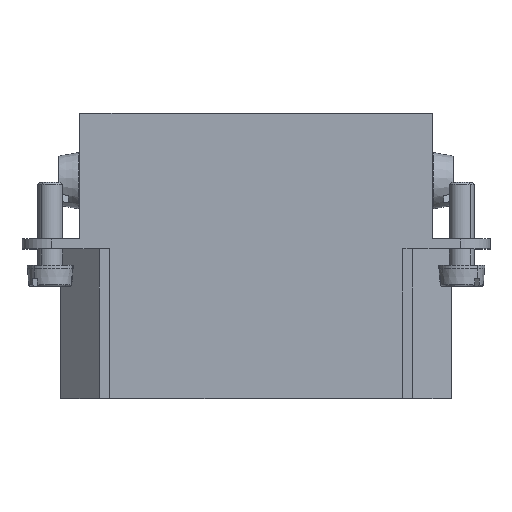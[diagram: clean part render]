
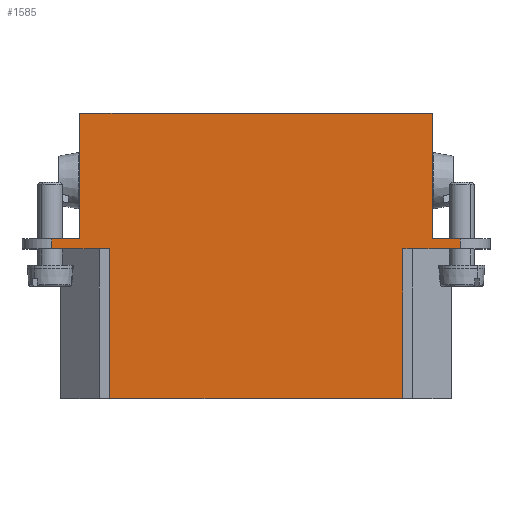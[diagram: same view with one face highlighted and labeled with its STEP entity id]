
A CAD part, top view. The second image highlights one B-rep face of the part: STEP entity #1585.
In plain terms, the highlighted planar face has unit normal (0, 0, 1).
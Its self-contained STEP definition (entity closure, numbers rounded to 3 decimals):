
#146=B_SPLINE_CURVE_WITH_KNOTS('',3,(#9446,#9447,#9448,#9449),
 .UNSPECIFIED.,.F.,.F.,(4,4),(0.,1.),.UNSPECIFIED.);
#147=B_SPLINE_CURVE_WITH_KNOTS('',3,(#9455,#9456,#9457,#9458),
 .UNSPECIFIED.,.F.,.F.,(4,4),(0.,1.),.UNSPECIFIED.);
#318=LINE('',#9259,#790);
#320=LINE('',#9263,#792);
#333=LINE('',#9341,#805);
#346=LINE('',#9373,#818);
#347=LINE('',#9375,#819);
#348=LINE('',#9377,#820);
#349=LINE('',#9379,#821);
#350=LINE('',#9381,#822);
#368=LINE('',#9425,#840);
#369=LINE('',#9427,#841);
#373=LINE('',#9440,#845);
#374=LINE('',#9442,#846);
#375=LINE('',#9444,#847);
#376=LINE('',#9450,#848);
#377=LINE('',#9451,#849);
#378=LINE('',#9453,#850);
#379=LINE('',#9460,#851);
#380=LINE('',#9462,#852);
#381=LINE('',#9464,#853);
#790=VECTOR('',#7514,1.);
#792=VECTOR('',#7518,1.);
#805=VECTOR('',#7599,1.);
#818=VECTOR('',#7616,1.);
#819=VECTOR('',#7617,1.);
#820=VECTOR('',#7618,1.);
#821=VECTOR('',#7619,1.);
#822=VECTOR('',#7620,1.);
#840=VECTOR('',#7642,1.);
#841=VECTOR('',#7643,1.);
#845=VECTOR('',#7649,1.);
#846=VECTOR('',#7650,1.);
#847=VECTOR('',#7651,1.);
#848=VECTOR('',#7652,1.);
#849=VECTOR('',#7653,1.);
#850=VECTOR('',#7654,1.);
#851=VECTOR('',#7655,1.);
#852=VECTOR('',#7656,1.);
#853=VECTOR('',#7657,1.);
#1585=ADVANCED_FACE('',(#2153),#1931,.T.);
#1931=PLANE('',#6703);
#2153=FACE_OUTER_BOUND('',#2573,.T.);
#2573=EDGE_LOOP('',(#3192,#3193,#3194,#3195,#3196,#3197,#3198,#3199,#3200,
#3201,#3202,#3203,#3204,#3205,#3206,#3207,#3208,#3209,#3210,#3211,#3212));
#3192=ORIENTED_EDGE('',*,*,#5510,.T.);
#3193=ORIENTED_EDGE('',*,*,#5509,.T.);
#3194=ORIENTED_EDGE('',*,*,#5539,.T.);
#3195=ORIENTED_EDGE('',*,*,#5540,.F.);
#3196=ORIENTED_EDGE('',*,*,#5541,.T.);
#3197=ORIENTED_EDGE('',*,*,#5542,.T.);
#3198=ORIENTED_EDGE('',*,*,#5534,.T.);
#3199=ORIENTED_EDGE('',*,*,#5533,.T.);
#3200=ORIENTED_EDGE('',*,*,#5495,.T.);
#3201=ORIENTED_EDGE('',*,*,#5543,.T.);
#3202=ORIENTED_EDGE('',*,*,#5466,.T.);
#3203=ORIENTED_EDGE('',*,*,#5464,.T.);
#3204=ORIENTED_EDGE('',*,*,#5544,.T.);
#3205=ORIENTED_EDGE('',*,*,#5545,.T.);
#3206=ORIENTED_EDGE('',*,*,#5546,.T.);
#3207=ORIENTED_EDGE('',*,*,#5547,.T.);
#3208=ORIENTED_EDGE('',*,*,#5548,.F.);
#3209=ORIENTED_EDGE('',*,*,#5549,.T.);
#3210=ORIENTED_EDGE('',*,*,#5513,.T.);
#3211=ORIENTED_EDGE('',*,*,#5512,.T.);
#3212=ORIENTED_EDGE('',*,*,#5511,.T.);
#4823=VERTEX_POINT('',#9258);
#4824=VERTEX_POINT('',#9260);
#4825=VERTEX_POINT('',#9264);
#4849=VERTEX_POINT('',#9336);
#4851=VERTEX_POINT('',#9340);
#4864=VERTEX_POINT('',#9372);
#4865=VERTEX_POINT('',#9374);
#4866=VERTEX_POINT('',#9376);
#4867=VERTEX_POINT('',#9378);
#4868=VERTEX_POINT('',#9380);
#4869=VERTEX_POINT('',#9382);
#4885=VERTEX_POINT('',#9426);
#4886=VERTEX_POINT('',#9428);
#4890=VERTEX_POINT('',#9441);
#4891=VERTEX_POINT('',#9443);
#4892=VERTEX_POINT('',#9445);
#4893=VERTEX_POINT('',#9452);
#4894=VERTEX_POINT('',#9454);
#4895=VERTEX_POINT('',#9459);
#4896=VERTEX_POINT('',#9461);
#4897=VERTEX_POINT('',#9463);
#5464=EDGE_CURVE('',#4824,#4823,#318,.T.);
#5466=EDGE_CURVE('',#4825,#4824,#320,.T.);
#5495=EDGE_CURVE('',#4849,#4851,#333,.T.);
#5509=EDGE_CURVE('',#4865,#4864,#346,.T.);
#5510=EDGE_CURVE('',#4866,#4865,#347,.T.);
#5511=EDGE_CURVE('',#4867,#4866,#348,.T.);
#5512=EDGE_CURVE('',#4868,#4867,#349,.T.);
#5513=EDGE_CURVE('',#4869,#4868,#350,.T.);
#5533=EDGE_CURVE('',#4885,#4849,#368,.T.);
#5534=EDGE_CURVE('',#4886,#4885,#369,.T.);
#5539=EDGE_CURVE('',#4864,#4890,#373,.T.);
#5540=EDGE_CURVE('',#4891,#4890,#374,.T.);
#5541=EDGE_CURVE('',#4891,#4892,#375,.T.);
#5542=EDGE_CURVE('',#4892,#4886,#146,.T.);
#5543=EDGE_CURVE('',#4851,#4825,#376,.T.);
#5544=EDGE_CURVE('',#4823,#4893,#377,.T.);
#5545=EDGE_CURVE('',#4893,#4894,#378,.T.);
#5546=EDGE_CURVE('',#4894,#4895,#147,.T.);
#5547=EDGE_CURVE('',#4895,#4896,#379,.T.);
#5548=EDGE_CURVE('',#4897,#4896,#380,.T.);
#5549=EDGE_CURVE('',#4897,#4869,#381,.T.);
#6703=AXIS2_PLACEMENT_3D('',#9465,#7658,#7659);
#7514=DIRECTION('',(1.,0.,0.));
#7518=DIRECTION('',(0.,1.,0.));
#7599=DIRECTION('',(0.,-1.,0.));
#7616=DIRECTION('',(-1.,0.,0.));
#7617=DIRECTION('',(-1.,0.,0.));
#7618=DIRECTION('',(-1.,0.,0.));
#7619=DIRECTION('',(-1.,0.,0.));
#7620=DIRECTION('',(-1.,0.,0.));
#7642=DIRECTION('',(1.,0.,0.));
#7643=DIRECTION('',(1.,0.,0.));
#7649=DIRECTION('',(0.,-1.,0.));
#7650=DIRECTION('',(1.,0.,0.));
#7651=DIRECTION('',(0.,-1.,0.));
#7652=DIRECTION('',(1.,0.,0.));
#7653=DIRECTION('',(1.,0.,0.));
#7654=DIRECTION('',(1.,0.,0.));
#7655=DIRECTION('',(0.,1.,0.));
#7656=DIRECTION('',(1.,0.,0.));
#7657=DIRECTION('',(0.,1.,0.));
#7658=DIRECTION('',(0.,0.,1.));
#7659=DIRECTION('',(-1.,0.,0.));
#9258=CARTESIAN_POINT('',(8.384,-44.601,46.089));
#9259=CARTESIAN_POINT('',(9.259,-44.604,46.089));
#9260=CARTESIAN_POINT('',(7.834,-44.604,46.089));
#9263=CARTESIAN_POINT('',(7.834,-62.598,46.089));
#9264=CARTESIAN_POINT('',(7.834,-62.598,46.089));
#9336=CARTESIAN_POINT('',(-27.366,-44.599,46.089));
#9340=CARTESIAN_POINT('',(-27.366,-62.598,46.089));
#9341=CARTESIAN_POINT('',(-27.366,-34.848,46.089));
#9372=CARTESIAN_POINT('',(-30.948,-28.298,46.089));
#9373=CARTESIAN_POINT('',(-30.932,-28.298,46.089));
#9374=CARTESIAN_POINT('',(-30.916,-28.298,46.089));
#9375=CARTESIAN_POINT('',(-28.816,-28.298,46.089));
#9376=CARTESIAN_POINT('',(-27.216,-28.298,46.089));
#9377=CARTESIAN_POINT('',(-26.291,-28.298,46.089));
#9378=CARTESIAN_POINT('',(-25.366,-28.298,46.089));
#9379=CARTESIAN_POINT('',(11.384,-28.298,46.089));
#9380=CARTESIAN_POINT('',(11.352,-28.298,46.089));
#9381=CARTESIAN_POINT('',(11.368,-28.298,46.089));
#9382=CARTESIAN_POINT('',(11.384,-28.298,46.089));
#9425=CARTESIAN_POINT('',(-28.791,-44.599,46.089));
#9426=CARTESIAN_POINT('',(-30.216,-44.599,46.089));
#9427=CARTESIAN_POINT('',(-28.816,-44.599,46.089));
#9428=CARTESIAN_POINT('',(-30.948,-44.599,46.089));
#9440=CARTESIAN_POINT('',(-30.948,-28.548,46.089));
#9441=CARTESIAN_POINT('',(-30.948,-43.398,46.089));
#9442=CARTESIAN_POINT('',(-34.316,-43.398,46.089));
#9443=CARTESIAN_POINT('',(-34.316,-43.398,46.089));
#9444=CARTESIAN_POINT('',(-34.316,-43.398,46.089));
#9445=CARTESIAN_POINT('',(-34.316,-44.598,46.089));
#9446=CARTESIAN_POINT('',(-34.316,-44.598,46.089));
#9447=CARTESIAN_POINT('',(-33.193,-44.598,46.089));
#9448=CARTESIAN_POINT('',(-32.071,-44.598,46.089));
#9449=CARTESIAN_POINT('',(-30.948,-44.598,46.089));
#9450=CARTESIAN_POINT('',(-27.366,-62.598,46.089));
#9451=CARTESIAN_POINT('',(9.227,-44.599,46.089));
#9452=CARTESIAN_POINT('',(10.652,-44.599,46.089));
#9453=CARTESIAN_POINT('',(9.252,-44.599,46.089));
#9454=CARTESIAN_POINT('',(11.384,-44.599,46.089));
#9455=CARTESIAN_POINT('',(11.384,-44.598,46.089));
#9456=CARTESIAN_POINT('',(12.507,-44.598,46.089));
#9457=CARTESIAN_POINT('',(13.629,-44.598,46.089));
#9458=CARTESIAN_POINT('',(14.752,-44.598,46.089));
#9459=CARTESIAN_POINT('',(14.752,-44.598,46.089));
#9460=CARTESIAN_POINT('',(14.752,-43.398,46.089));
#9461=CARTESIAN_POINT('',(14.752,-43.398,46.089));
#9462=CARTESIAN_POINT('',(14.752,-43.398,46.089));
#9463=CARTESIAN_POINT('',(11.384,-43.398,46.089));
#9464=CARTESIAN_POINT('',(11.384,-28.548,46.089));
#9465=CARTESIAN_POINT('',(-28.816,-62.798,46.089));
